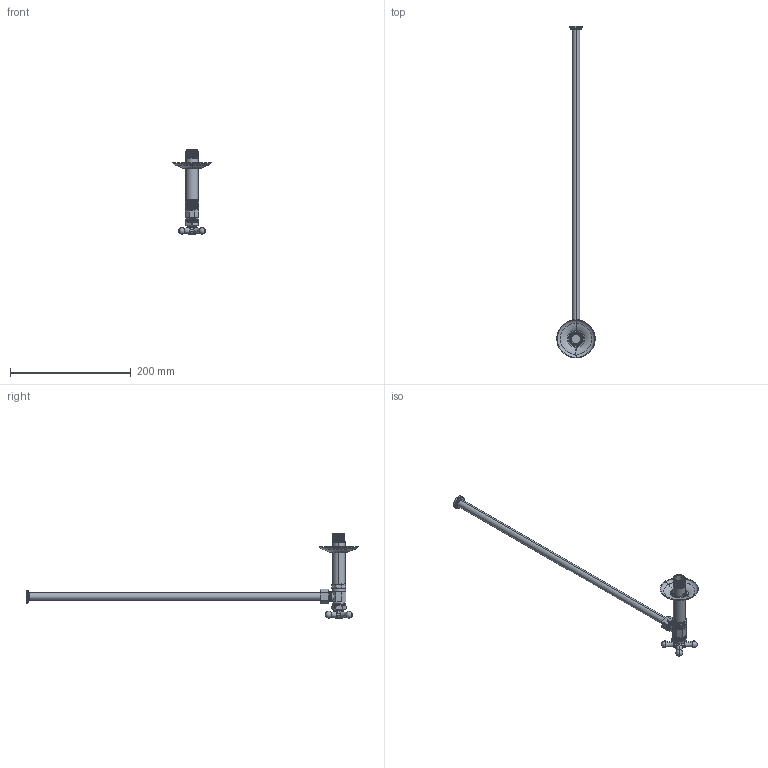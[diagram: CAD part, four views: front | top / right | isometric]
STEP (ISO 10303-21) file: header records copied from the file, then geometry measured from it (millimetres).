
FILE_DESCRIPTION((''),'2;1');
FILE_NAME('481X','2021-06-17T11:43:20',('NSantos'),(''),'CREO PARAMETRIC BY PTC INC, 2018500','CREO PARAMETRIC BY PTC INC, 2018500','');
FILE_SCHEMA(('CONFIG_CONTROL_DESIGN'));
Length unit declared in the file: inch
Products named in the file (1): 481X
Bounding box: 63.5 x 548.77 x 141.57 mm (x, y, z)
Volume: 63041.6 mm3; surface area: 82993.4 mm2
Topology: 3 solids, 11 shells, 792 faces, 2344 edges, 1533 vertices
Faces by surface type: plane 246, cylinder 224, bspline 162, cone 98, torus 44, sphere 18
Entity records: 47178 total; most frequent: CARTESIAN_POINT 28234, ORIENTED_EDGE 4442, DIRECTION 3094, EDGE_CURVE 2326, VERTEX_POINT 1533, AXIS2_PLACEMENT_3D 1162, B_SPLINE_CURVE_WITH_KNOTS 1025, EDGE_LOOP 849
